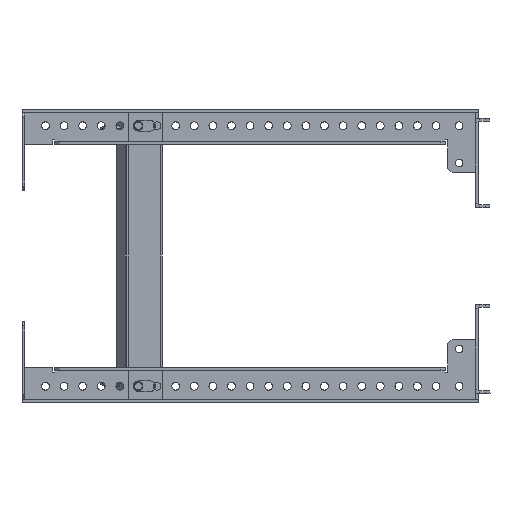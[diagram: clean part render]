
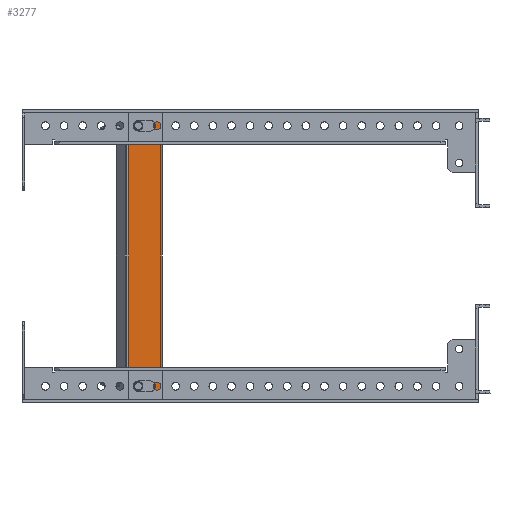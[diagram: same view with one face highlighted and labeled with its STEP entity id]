
A CAD part, front view. The second image highlights one B-rep face of the part: STEP entity #3277.
In plain terms, the highlighted planar face has unit normal (0, -1, 0).
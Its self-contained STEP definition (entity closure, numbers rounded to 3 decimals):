
#189 = CARTESIAN_POINT ( 'NONE',  ( 1112.302, -254., -84. ) ) ;
#408 = EDGE_CURVE ( 'NONE', #6662, #27635, #4240, .T. ) ;
#451 = AXIS2_PLACEMENT_3D ( 'NONE', #21111, #29127, #26076 ) ;
#452 = VECTOR ( 'NONE', #17619, 1000. ) ;
#689 = ORIENTED_EDGE ( 'NONE', *, *, #24721, .T. ) ;
#1090 = CARTESIAN_POINT ( 'NONE',  ( 1108.802, -254., 87.5 ) ) ;
#1857 = DIRECTION ( 'NONE',  ( -1., 0., 0. ) ) ;
#1969 = EDGE_CURVE ( 'NONE', #4196, #16336, #20367, .T. ) ;
#2075 = LINE ( 'NONE', #25141, #19871 ) ;
#2461 = EDGE_CURVE ( 'NONE', #9408, #32849, #2075, .T. ) ;
#2495 = DIRECTION ( 'NONE',  ( 0., -1., 0. ) ) ;
#2622 = VECTOR ( 'NONE', #5126, 1000. ) ;
#2838 = CARTESIAN_POINT ( 'NONE',  ( 1112.302, -254., -84. ) ) ;
#2861 = VERTEX_POINT ( 'NONE', #19143 ) ;
#2988 = DIRECTION ( 'NONE',  ( -1., 0., 0. ) ) ;
#3056 = ORIENTED_EDGE ( 'NONE', *, *, #20561, .F. ) ;
#3149 = DIRECTION ( 'NONE',  ( -1., 0., 0. ) ) ;
#3277 = ADVANCED_FACE ( 'NONE', ( #31036, #28625, #23352 ), #23667, .F. ) ;
#3466 = EDGE_CURVE ( 'NONE', #5140, #21667, #15651, .T. ) ;
#4112 = ORIENTED_EDGE ( 'NONE', *, *, #2461, .F. ) ;
#4196 = VERTEX_POINT ( 'NONE', #1090 ) ;
#4240 = CIRCLE ( 'NONE', #15606, 3.5 ) ;
#4395 = CARTESIAN_POINT ( 'NONE',  ( 1112.302, -254., 84. ) ) ;
#4533 = VERTEX_POINT ( 'NONE', #18390 ) ;
#4941 = DIRECTION ( 'NONE',  ( 1., 0., 0. ) ) ;
#5126 = DIRECTION ( 'NONE',  ( 0., 0., 1. ) ) ;
#5140 = VERTEX_POINT ( 'NONE', #8908 ) ;
#5149 = LINE ( 'NONE', #9913, #10653 ) ;
#5722 = CARTESIAN_POINT ( 'NONE',  ( 1120.302, -254., 84. ) ) ;
#5823 = DIRECTION ( 'NONE',  ( 0., 1., 0. ) ) ;
#5993 = CARTESIAN_POINT ( 'NONE',  ( 1112.302, -254., 87.5 ) ) ;
#6662 = VERTEX_POINT ( 'NONE', #189 ) ;
#7077 = CARTESIAN_POINT ( 'NONE',  ( 1112.302, -254., -91. ) ) ;
#7133 = CARTESIAN_POINT ( 'NONE',  ( 1112.302, -254., 87.5 ) ) ;
#7177 = CARTESIAN_POINT ( 'NONE',  ( 1112.302, -254., 84. ) ) ;
#7451 = CARTESIAN_POINT ( 'NONE',  ( 1150.146, -254., -97.5 ) ) ;
#8057 = AXIS2_PLACEMENT_3D ( 'NONE', #28505, #15576, #25963 ) ;
#8438 = VECTOR ( 'NONE', #2988, 1000. ) ;
#8606 = AXIS2_PLACEMENT_3D ( 'NONE', #19384, #12107, #24858 ) ;
#8908 = CARTESIAN_POINT ( 'NONE',  ( 1105.802, -254., -97.5 ) ) ;
#9142 = LINE ( 'NONE', #20094, #32445 ) ;
#9408 = VERTEX_POINT ( 'NONE', #7077 ) ;
#9474 = LINE ( 'NONE', #4395, #25809 ) ;
#9913 = CARTESIAN_POINT ( 'NONE',  ( 1112.302, -254., 91. ) ) ;
#10057 = ORIENTED_EDGE ( 'NONE', *, *, #30442, .F. ) ;
#10210 = ORIENTED_EDGE ( 'NONE', *, *, #1969, .T. ) ;
#10478 = LINE ( 'NONE', #2838, #8438 ) ;
#10653 = VECTOR ( 'NONE', #15339, 1000. ) ;
#11143 = CIRCLE ( 'NONE', #32305, 3.5 ) ;
#11147 = VERTEX_POINT ( 'NONE', #5722 ) ;
#11401 = ORIENTED_EDGE ( 'NONE', *, *, #18354, .T. ) ;
#12107 = DIRECTION ( 'NONE',  ( 0., 1., 0. ) ) ;
#12658 = DIRECTION ( 'NONE',  ( -1., 0., 0. ) ) ;
#12949 = VECTOR ( 'NONE', #24522, 1000. ) ;
#13866 = EDGE_LOOP ( 'NONE', ( #4112, #3056, #33035, #22726, #31614 ) ) ;
#14401 = VERTEX_POINT ( 'NONE', #21335 ) ;
#14604 = DIRECTION ( 'NONE',  ( 0., 1., 0. ) ) ;
#15339 = DIRECTION ( 'NONE',  ( 1., 0., 0. ) ) ;
#15576 = DIRECTION ( 'NONE',  ( 0., -1., 0. ) ) ;
#15606 = AXIS2_PLACEMENT_3D ( 'NONE', #23183, #2495, #12658 ) ;
#15651 = LINE ( 'NONE', #23463, #2622 ) ;
#16336 = VERTEX_POINT ( 'NONE', #17627 ) ;
#16521 = AXIS2_PLACEMENT_3D ( 'NONE', #7133, #14604, #30257 ) ;
#17595 = CIRCLE ( 'NONE', #16521, 3.5 ) ;
#17619 = DIRECTION ( 'NONE',  ( -1., 0., 0. ) ) ;
#17627 = CARTESIAN_POINT ( 'NONE',  ( 1112.302, -254., 91. ) ) ;
#18280 = CARTESIAN_POINT ( 'NONE',  ( 1120.302, -254., -84. ) ) ;
#18354 = EDGE_CURVE ( 'NONE', #4533, #11147, #31385, .T. ) ;
#18390 = CARTESIAN_POINT ( 'NONE',  ( 1120.302, -254., 91. ) ) ;
#18405 = VERTEX_POINT ( 'NONE', #7177 ) ;
#18693 = LINE ( 'NONE', #33022, #12949 ) ;
#18710 = AXIS2_PLACEMENT_3D ( 'NONE', #5993, #5823, #3149 ) ;
#18857 = EDGE_CURVE ( 'NONE', #11147, #18405, #9474, .T. ) ;
#19143 = CARTESIAN_POINT ( 'NONE',  ( 1128.304, -254., -97.5 ) ) ;
#19384 = CARTESIAN_POINT ( 'NONE',  ( 1120.302, -254., 87.5 ) ) ;
#19397 = ORIENTED_EDGE ( 'NONE', *, *, #24568, .F. ) ;
#19468 = DIRECTION ( 'NONE',  ( 1., 0., 0. ) ) ;
#19479 = CARTESIAN_POINT ( 'NONE',  ( 1105.802, -254., 97.5 ) ) ;
#19871 = VECTOR ( 'NONE', #4941, 1000. ) ;
#19988 = CARTESIAN_POINT ( 'NONE',  ( 1112.302, -254., -87.5 ) ) ;
#20094 = CARTESIAN_POINT ( 'NONE',  ( 1105.802, -254., 97.5 ) ) ;
#20298 = DIRECTION ( 'NONE',  ( -1., 0., 0. ) ) ;
#20367 = CIRCLE ( 'NONE', #18710, 3.5 ) ;
#20561 = EDGE_CURVE ( 'NONE', #27635, #9408, #11143, .T. ) ;
#20813 = ORIENTED_EDGE ( 'NONE', *, *, #18857, .T. ) ;
#21111 = CARTESIAN_POINT ( 'NONE',  ( 1150.77, -254., 0. ) ) ;
#21335 = CARTESIAN_POINT ( 'NONE',  ( 1128.304, -254., 97.5 ) ) ;
#21667 = VERTEX_POINT ( 'NONE', #19479 ) ;
#22596 = EDGE_LOOP ( 'NONE', ( #19397, #33171, #10057, #24843 ) ) ;
#22726 = ORIENTED_EDGE ( 'NONE', *, *, #26589, .F. ) ;
#23029 = EDGE_CURVE ( 'NONE', #2861, #14401, #18693, .T. ) ;
#23183 = CARTESIAN_POINT ( 'NONE',  ( 1112.302, -254., -87.5 ) ) ;
#23352 = FACE_BOUND ( 'NONE', #31153, .T. ) ;
#23463 = CARTESIAN_POINT ( 'NONE',  ( 1105.802, -254., -97.5 ) ) ;
#23667 = PLANE ( 'NONE',  #451 ) ;
#24522 = DIRECTION ( 'NONE',  ( 0., 0., 1. ) ) ;
#24568 = EDGE_CURVE ( 'NONE', #21667, #14401, #9142, .T. ) ;
#24721 = EDGE_CURVE ( 'NONE', #16336, #4533, #5149, .T. ) ;
#24843 = ORIENTED_EDGE ( 'NONE', *, *, #23029, .T. ) ;
#24858 = DIRECTION ( 'NONE',  ( -1., 0., 0. ) ) ;
#25141 = CARTESIAN_POINT ( 'NONE',  ( 1112.302, -254., -91. ) ) ;
#25434 = CIRCLE ( 'NONE', #8057, 3.5 ) ;
#25809 = VECTOR ( 'NONE', #1857, 1000. ) ;
#25963 = DIRECTION ( 'NONE',  ( -1., 0., 0. ) ) ;
#26076 = DIRECTION ( 'NONE',  ( 1., 0., 0. ) ) ;
#26589 = EDGE_CURVE ( 'NONE', #32146, #6662, #10478, .T. ) ;
#26663 = ORIENTED_EDGE ( 'NONE', *, *, #28102, .T. ) ;
#27635 = VERTEX_POINT ( 'NONE', #27918 ) ;
#27673 = DIRECTION ( 'NONE',  ( 0., -1., 0. ) ) ;
#27918 = CARTESIAN_POINT ( 'NONE',  ( 1108.802, -254., -87.5 ) ) ;
#28102 = EDGE_CURVE ( 'NONE', #18405, #4196, #17595, .T. ) ;
#28505 = CARTESIAN_POINT ( 'NONE',  ( 1120.302, -254., -87.5 ) ) ;
#28625 = FACE_BOUND ( 'NONE', #13866, .T. ) ;
#29127 = DIRECTION ( 'NONE',  ( 0., 1., 0. ) ) ;
#30257 = DIRECTION ( 'NONE',  ( -1., 0., 0. ) ) ;
#30442 = EDGE_CURVE ( 'NONE', #2861, #5140, #30752, .T. ) ;
#30752 = LINE ( 'NONE', #7451, #452 ) ;
#31036 = FACE_OUTER_BOUND ( 'NONE', #22596, .T. ) ;
#31153 = EDGE_LOOP ( 'NONE', ( #26663, #10210, #689, #11401, #20813 ) ) ;
#31385 = CIRCLE ( 'NONE', #8606, 3.5 ) ;
#31614 = ORIENTED_EDGE ( 'NONE', *, *, #32635, .F. ) ;
#32146 = VERTEX_POINT ( 'NONE', #18280 ) ;
#32305 = AXIS2_PLACEMENT_3D ( 'NONE', #19988, #27673, #20298 ) ;
#32445 = VECTOR ( 'NONE', #19468, 1000. ) ;
#32635 = EDGE_CURVE ( 'NONE', #32849, #32146, #25434, .T. ) ;
#32849 = VERTEX_POINT ( 'NONE', #33005 ) ;
#33005 = CARTESIAN_POINT ( 'NONE',  ( 1120.302, -254., -91. ) ) ;
#33022 = CARTESIAN_POINT ( 'NONE',  ( 1128.304, -254., -100.859 ) ) ;
#33035 = ORIENTED_EDGE ( 'NONE', *, *, #408, .F. ) ;
#33171 = ORIENTED_EDGE ( 'NONE', *, *, #3466, .F. ) ;
